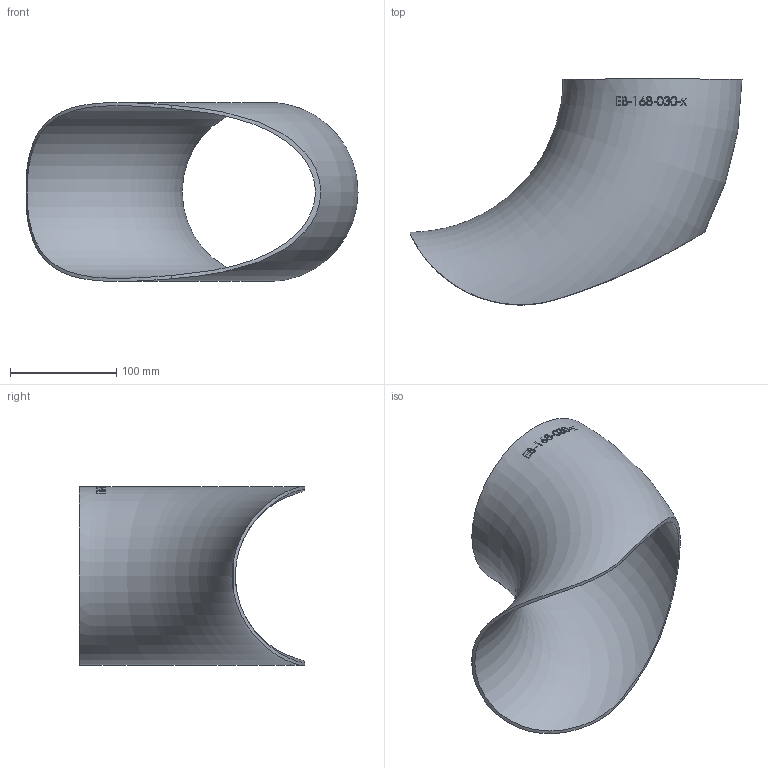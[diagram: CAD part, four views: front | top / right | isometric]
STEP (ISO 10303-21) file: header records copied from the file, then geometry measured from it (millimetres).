
FILE_DESCRIPTION (( 'STEP AP214' ), '1' );
FILE_NAME ('EB-168-030-x Einschweissbogen 2210.STEP', '2022-10-11T08:18:45', ( '' ), ( '' ), 'SwSTEP 2.0', 'SolidWorks 2019', '' );
FILE_SCHEMA (( 'AUTOMOTIVE_DESIGN' ));
Length unit declared in the file: millimetre
Products named in the file (1): EB-168-030-x Einschweissbogen 2210
Bounding box: 312.15 x 212.28 x 168.3 mm (x, y, z)
Volume: 345948.8 mm3; surface area: 235243 mm2
Topology: 1 solids, 1 shells, 149 faces, 391 edges, 262 vertices
Faces by surface type: bspline 125, torus 21, plane 2, cylinder 1
Entity records: 25571 total; most frequent: CARTESIAN_POINT 21499, ORIENTED_EDGE 774, EDGE_CURVE 387, B_SPLINE_CURVE_WITH_KNOTS 381, VERTEX_POINT 260, EDGE_LOOP 171, FACE_OUTER_BOUND 151, ADVANCED_FACE 149
